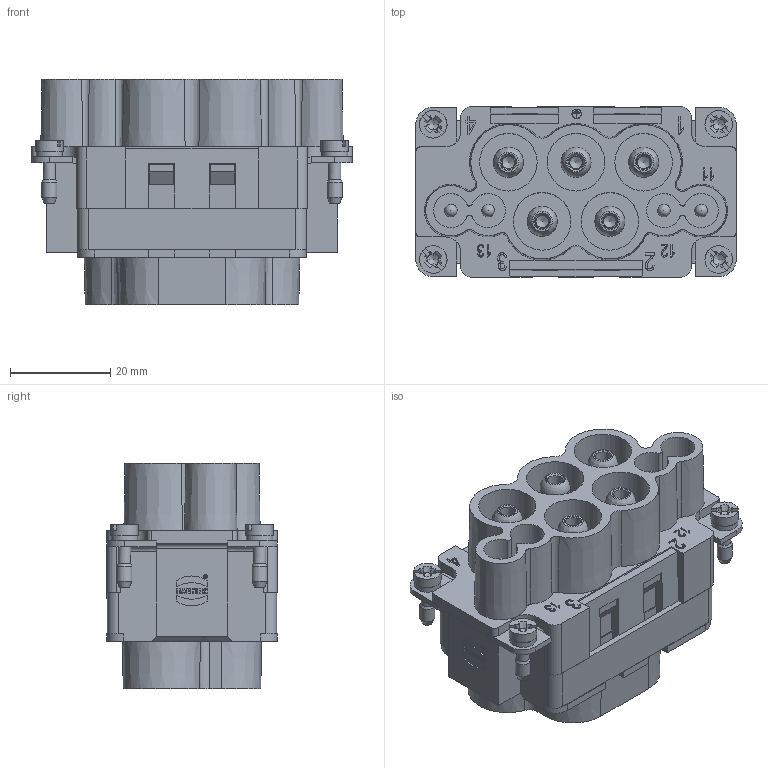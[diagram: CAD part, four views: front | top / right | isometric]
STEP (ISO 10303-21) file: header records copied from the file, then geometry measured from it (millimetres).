
FILE_DESCRIPTION(/* description */ (''),/* implementation_level */ '2;1');
FILE_NAME(/* name */ '100108338ugm000_d.stp',/* time_stamp */ '2019-04-02T09:11:55+02:00',/* author */ (''),/* organization */ (''),/* preprocessor_version */ 'ST-DEVELOPER v16.7',/* originating_system */ 'SIEMENS PLM Software NX 12.0',/* authorisation */ '');
FILE_SCHEMA (('AUTOMOTIVE_DESIGN { 1 0 10303 214 3 1 1 1 }'));
Length unit declared in the file: millimetre
Products named in the file (1): 100108338ugm000_d
Bounding box: 64.02 x 34 x 45 mm (x, y, z)
Volume: 45877.3 mm3; surface area: 24221.5 mm2
Topology: 1 solids, 1 shells, 1240 faces, 4018 edges, 3598 vertices
Faces by surface type: plane 704, extrusion 226, cylinder 152, cone 134, bspline 11, torus 8, sphere 5
Full cylindrical faces by diameter (mm): 0.683 x1, 0.807 x1, 1.8 x2, 1.921 x2, 2.5 x13, 2.97 x4, 3 x5, 3.05 x4, 5 x10, 5.2 x1, 5.25 x4, 5.3 x4, 5.4 x4, 5.5 x4, 5.97 x4, 6 x6, 6.5 x10, 8.9 x4, 9 x6, 11.5 x5
Entity records: 48174 total; most frequent: CARTESIAN_POINT 11096, ORIENTED_EDGE 6000, DIRECTION 5582, EDGE_CURVE 3000, VECTOR 2378, LINE 2152, VERTEX_POINT 2079, AXIS2_PLACEMENT_3D 1602
